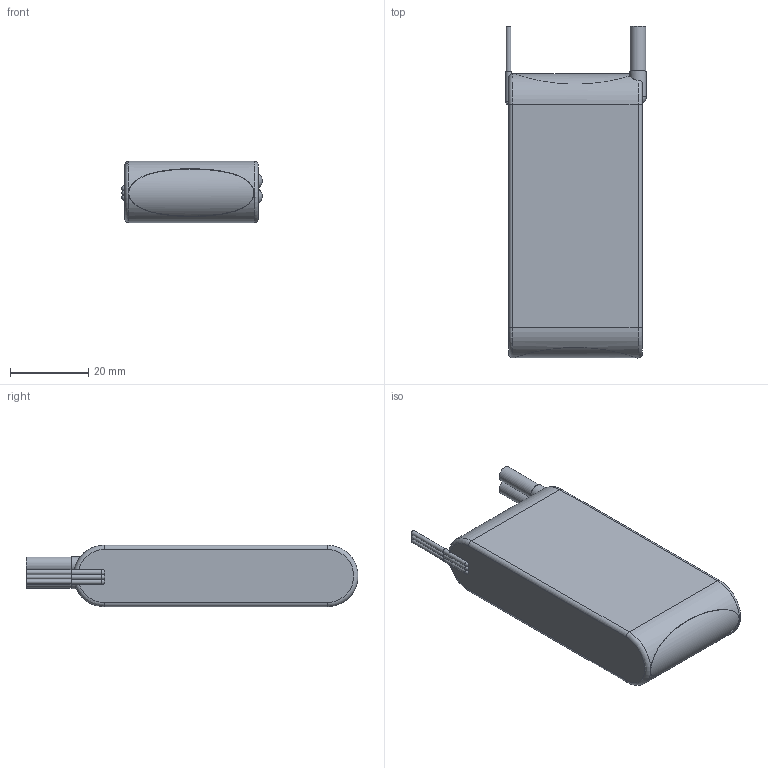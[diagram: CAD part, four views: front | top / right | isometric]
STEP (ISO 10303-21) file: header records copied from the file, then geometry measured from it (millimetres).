
FILE_DESCRIPTION((''),'2;1');
FILE_NAME('Akku_Rhino1050.stp','2013-12-28T14:44:16',('Cookie'),(''),'Autodesk Inventor 2013','Autodesk Inventor 2013','');
FILE_SCHEMA(('AUTOMOTIVE_DESIGN { 1 0 10303 214 1 1 1 1 }'));
Length unit declared in the file: millimetre
Products named in the file (1): Akku_Rhino1050
Bounding box: 35.9 x 84.85 x 15.7 mm (x, y, z)
Volume: 37486.4 mm3; surface area: 8110.3 mm2
Topology: 1 solids, 2 shells, 72 faces, 179 edges, 115 vertices
Faces by surface type: cylinder 23, bspline 19, plane 17, torus 6, sphere 5, cone 2
Full cylindrical faces by diameter (mm): 1.2 x2, 4 x2
Entity records: 5563 total; most frequent: CARTESIAN_POINT 3827, ORIENTED_EDGE 346, DIRECTION 292, EDGE_CURVE 173, AXIS2_PLACEMENT_3D 115, VERTEX_POINT 103, EDGE_LOOP 73, FACE_OUTER_BOUND 72
